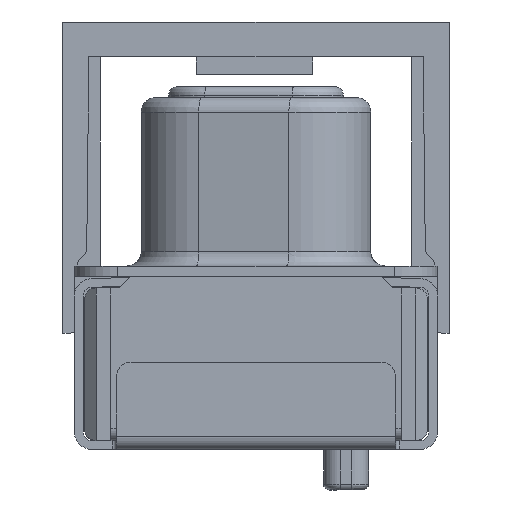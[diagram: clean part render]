
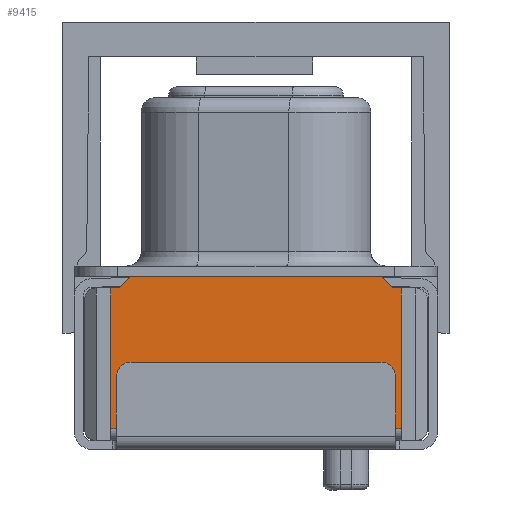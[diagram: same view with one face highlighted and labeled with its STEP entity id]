
A CAD part, front view. The second image highlights one B-rep face of the part: STEP entity #9415.
In plain terms, the highlighted planar face has unit normal (0, -1, 0).
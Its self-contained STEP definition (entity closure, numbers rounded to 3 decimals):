
#9415=ADVANCED_FACE('',(#11720),#10616,.F.);
#10616=PLANE('',#35872);
#11720=FACE_OUTER_BOUND('',#13160,.T.);
#13160=EDGE_LOOP('',(#17610,#17611,#17612,#17613,#17614,#17615,#17616,#17617,
#17618,#17619,#17620,#17621,#17622,#17623));
#14407=CIRCLE('',#35870,0.5);
#14408=CIRCLE('',#35871,0.5);
#17610=ORIENTED_EDGE('',*,*,#26007,.T.);
#17611=ORIENTED_EDGE('',*,*,#26008,.T.);
#17612=ORIENTED_EDGE('',*,*,#25846,.F.);
#17613=ORIENTED_EDGE('',*,*,#25860,.T.);
#17614=ORIENTED_EDGE('',*,*,#25870,.F.);
#17615=ORIENTED_EDGE('',*,*,#26006,.F.);
#17616=ORIENTED_EDGE('',*,*,#25334,.F.);
#17617=ORIENTED_EDGE('',*,*,#26009,.F.);
#17618=ORIENTED_EDGE('',*,*,#25855,.F.);
#17619=ORIENTED_EDGE('',*,*,#25853,.T.);
#17620=ORIENTED_EDGE('',*,*,#25848,.F.);
#17621=ORIENTED_EDGE('',*,*,#26010,.F.);
#17622=ORIENTED_EDGE('',*,*,#26011,.T.);
#17623=ORIENTED_EDGE('',*,*,#26012,.F.);
#22668=VERTEX_POINT('',#46912);
#22669=VERTEX_POINT('',#46914);
#23046=VERTEX_POINT('',#48130);
#23047=VERTEX_POINT('',#48132);
#23048=VERTEX_POINT('',#48134);
#23049=VERTEX_POINT('',#48136);
#23052=VERTEX_POINT('',#48145);
#23053=VERTEX_POINT('',#48149);
#23055=VERTEX_POINT('',#48156);
#23062=VERTEX_POINT('',#48176);
#23143=VERTEX_POINT('',#48450);
#23144=VERTEX_POINT('',#48451);
#23145=VERTEX_POINT('',#48455);
#23146=VERTEX_POINT('',#48457);
#25334=EDGE_CURVE('',#22668,#22669,#28708,.T.);
#25846=EDGE_CURVE('',#23046,#23047,#29104,.T.);
#25848=EDGE_CURVE('',#23048,#23049,#29106,.T.);
#25853=EDGE_CURVE('',#23052,#23049,#29110,.T.);
#25855=EDGE_CURVE('',#23052,#23053,#29112,.T.);
#25860=EDGE_CURVE('',#23046,#23055,#29117,.T.);
#25870=EDGE_CURVE('',#23062,#23055,#29126,.T.);
#26006=EDGE_CURVE('',#22669,#23062,#29248,.T.);
#26007=EDGE_CURVE('',#23143,#23144,#14407,.T.);
#26008=EDGE_CURVE('',#23144,#23047,#29249,.T.);
#26009=EDGE_CURVE('',#23053,#22668,#29250,.T.);
#26010=EDGE_CURVE('',#23145,#23048,#29251,.T.);
#26011=EDGE_CURVE('',#23145,#23146,#14408,.T.);
#26012=EDGE_CURVE('',#23143,#23146,#29252,.T.);
#28708=LINE('',#46913,#31508);
#29104=LINE('',#48131,#31904);
#29106=LINE('',#48135,#31906);
#29110=LINE('',#48144,#31910);
#29112=LINE('',#48148,#31912);
#29117=LINE('',#48157,#31917);
#29126=LINE('',#48177,#31926);
#29248=LINE('',#48447,#32048);
#29249=LINE('',#48452,#32049);
#29250=LINE('',#48453,#32050);
#29251=LINE('',#48454,#32051);
#29252=LINE('',#48458,#32052);
#31508=VECTOR('',#38747,1.);
#31904=VECTOR('',#39605,1.);
#31906=VECTOR('',#39607,1.);
#31910=VECTOR('',#39615,1.);
#31912=VECTOR('',#39619,1.);
#31917=VECTOR('',#39626,1.);
#31926=VECTOR('',#39643,1.);
#32048=VECTOR('',#39901,1.);
#32049=VECTOR('',#39906,1.);
#32050=VECTOR('',#39907,1.);
#32051=VECTOR('',#39908,1.);
#32052=VECTOR('',#39911,1.);
#35870=AXIS2_PLACEMENT_3D('',#48449,#39904,#39905);
#35871=AXIS2_PLACEMENT_3D('',#48456,#39909,#39910);
#35872=AXIS2_PLACEMENT_3D('',#48459,#39912,#39913);
#38747=DIRECTION('',(1.,0.,0.));
#39605=DIRECTION('',(-1.,0.,0.));
#39607=DIRECTION('',(-1.,0.,0.));
#39615=DIRECTION('',(0.,0.,-1.));
#39619=DIRECTION('',(1.,0.,0.));
#39626=DIRECTION('',(0.,0.,1.));
#39643=DIRECTION('',(1.,0.,0.));
#39901=DIRECTION('',(0.707,0.,-0.707));
#39904=DIRECTION('',(0.,1.,0.));
#39905=DIRECTION('',(0.,0.,1.));
#39906=DIRECTION('',(0.,0.,-1.));
#39907=DIRECTION('',(0.707,0.,0.707));
#39908=DIRECTION('',(0.,0.,-1.));
#39909=DIRECTION('',(0.,1.,0.));
#39910=DIRECTION('',(-1.,0.,0.));
#39911=DIRECTION('',(-1.,0.,0.));
#39912=DIRECTION('',(0.,1.,0.));
#39913=DIRECTION('',(1.,0.,0.));
#46912=CARTESIAN_POINT('',(1.95,-19.323,0.));
#46913=CARTESIAN_POINT('',(1.95,-19.323,0.));
#46914=CARTESIAN_POINT('',(10.55,-19.323,0.));
#48130=CARTESIAN_POINT('',(11.25,-19.323,-5.25));
#48131=CARTESIAN_POINT('',(11.25,-19.323,-5.25));
#48132=CARTESIAN_POINT('',(11.05,-19.323,-5.25));
#48134=CARTESIAN_POINT('',(1.45,-19.323,-5.25));
#48135=CARTESIAN_POINT('',(11.25,-19.323,-5.25));
#48136=CARTESIAN_POINT('',(1.25,-19.323,-5.25));
#48144=CARTESIAN_POINT('',(1.25,-19.323,-0.4));
#48145=CARTESIAN_POINT('',(1.25,-19.323,-0.4));
#48148=CARTESIAN_POINT('',(1.25,-19.323,-0.4));
#48149=CARTESIAN_POINT('',(1.55,-19.323,-0.4));
#48156=CARTESIAN_POINT('',(11.25,-19.323,-0.4));
#48157=CARTESIAN_POINT('',(11.25,-19.323,-5.25));
#48176=CARTESIAN_POINT('',(10.95,-19.323,-0.4));
#48177=CARTESIAN_POINT('',(10.95,-19.323,-0.4));
#48447=CARTESIAN_POINT('',(10.55,-19.323,0.));
#48449=CARTESIAN_POINT('',(10.55,-19.323,-3.45));
#48450=CARTESIAN_POINT('',(10.55,-19.323,-2.95));
#48451=CARTESIAN_POINT('',(11.05,-19.323,-3.45));
#48452=CARTESIAN_POINT('',(11.05,-19.323,-3.45));
#48453=CARTESIAN_POINT('',(1.55,-19.323,-0.4));
#48454=CARTESIAN_POINT('',(1.45,-19.323,0.1));
#48455=CARTESIAN_POINT('',(1.45,-19.323,-3.45));
#48456=CARTESIAN_POINT('',(1.95,-19.323,-3.45));
#48457=CARTESIAN_POINT('',(1.95,-19.323,-2.95));
#48458=CARTESIAN_POINT('',(10.55,-19.323,-2.95));
#48459=CARTESIAN_POINT('',(1.15,-19.323,0.1));
